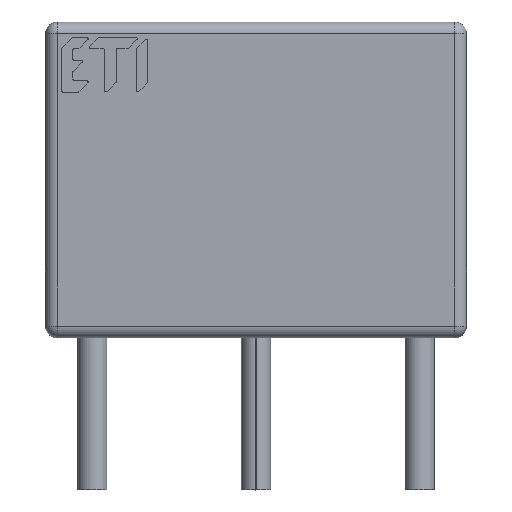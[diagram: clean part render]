
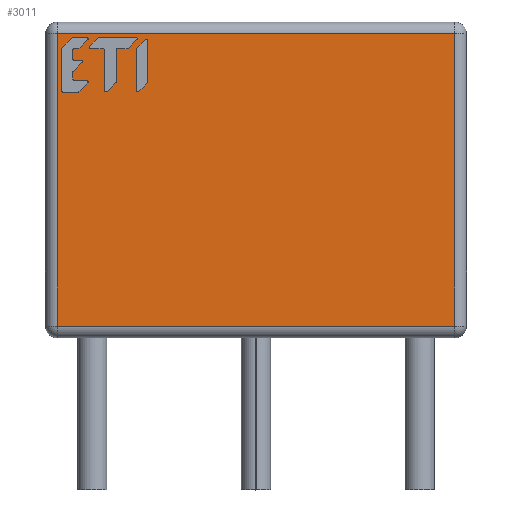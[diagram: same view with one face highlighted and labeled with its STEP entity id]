
A CAD part, top view. The second image highlights one B-rep face of the part: STEP entity #3011.
In plain terms, the highlighted planar face has unit normal (0, 0, 1).
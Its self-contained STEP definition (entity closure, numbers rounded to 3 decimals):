
#2600=DIRECTION('',(0.,-1.,0.));
#2601=VECTOR('',#2600,25.);
#2602=CARTESIAN_POINT('',(20.376,67.523,12.));
#2603=LINE('',#2602,#2601);
#2607=DIRECTION('',(-1.,0.,0.));
#2608=VECTOR('',#2607,34.);
#2609=CARTESIAN_POINT('',(54.376,67.523,12.));
#2610=LINE('',#2609,#2608);
#2614=DIRECTION('',(0.,1.,0.));
#2615=VECTOR('',#2614,25.);
#2616=CARTESIAN_POINT('',(54.376,42.523,12.));
#2617=LINE('',#2616,#2615);
#2621=DIRECTION('',(1.,0.,0.));
#2622=VECTOR('',#2621,34.);
#2623=CARTESIAN_POINT('',(20.376,42.523,12.));
#2624=LINE('',#2623,#2622);
#2892=CARTESIAN_POINT('',(20.376,67.523,12.));
#2893=CARTESIAN_POINT('',(20.376,42.523,12.));
#2894=VERTEX_POINT('',#2892);
#2895=VERTEX_POINT('',#2893);
#2900=CARTESIAN_POINT('',(54.376,42.523,12.));
#2901=VERTEX_POINT('',#2900);
#2906=CARTESIAN_POINT('',(54.376,67.523,12.));
#2907=VERTEX_POINT('',#2906);
#2997=CARTESIAN_POINT('',(0.,0.,12.));
#2998=DIRECTION('',(0.,0.,1.));
#2999=DIRECTION('',(1.,0.,0.));
#3000=AXIS2_PLACEMENT_3D('',#2997,#2998,#2999);
#3001=PLANE('',#3000);
#3002=ORIENTED_EDGE('',*,*,#2987,.F.);
#3004=ORIENTED_EDGE('',*,*,#3003,.F.);
#3006=ORIENTED_EDGE('',*,*,#3005,.F.);
#3008=ORIENTED_EDGE('',*,*,#3007,.F.);
#3009=EDGE_LOOP('',(#3002,#3004,#3006,#3008));
#3010=FACE_OUTER_BOUND('',#3009,.F.);
#2987=EDGE_CURVE('',#2894,#2895,#2603,.T.);
#3003=EDGE_CURVE('',#2907,#2894,#2610,.T.);
#3005=EDGE_CURVE('',#2901,#2907,#2617,.T.);
#3007=EDGE_CURVE('',#2895,#2901,#2624,.T.);
#3011=ADVANCED_FACE('',(#3010),#3001,.T.);
